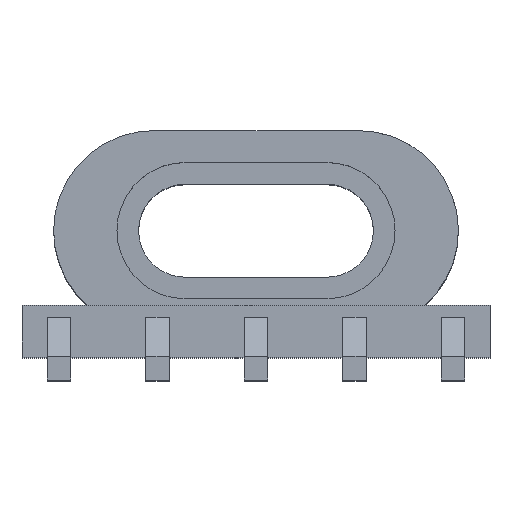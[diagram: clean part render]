
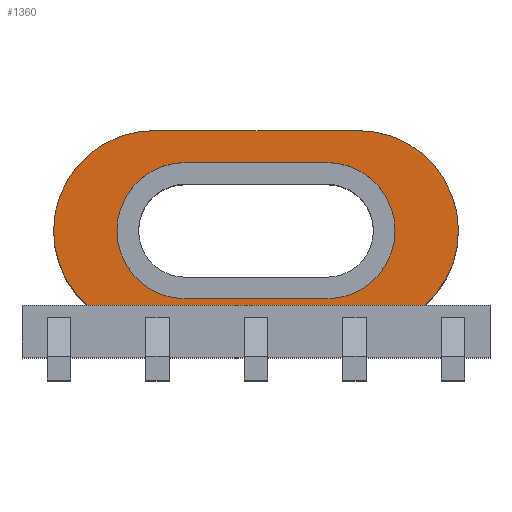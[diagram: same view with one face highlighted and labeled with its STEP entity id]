
A CAD part, top view. The second image highlights one B-rep face of the part: STEP entity #1360.
In plain terms, the highlighted planar face has unit normal (0, 0, 1).
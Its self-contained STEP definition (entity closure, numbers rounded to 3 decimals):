
#60 = AXIS2_PLACEMENT_3D ( 'NONE', #1966, #3946, #3564 ) ;
#74 = CARTESIAN_POINT ( 'NONE',  ( -2.6, 0., 5.9 ) ) ;
#100 = ORIENTED_EDGE ( 'NONE', *, *, #1898, .T. ) ;
#180 = DIRECTION ( 'NONE',  ( -1., 0., 0. ) ) ;
#295 = CIRCLE ( 'NONE', #3058, 2.537 ) ;
#475 = ORIENTED_EDGE ( 'NONE', *, *, #1457, .F. ) ;
#583 = CIRCLE ( 'NONE', #826, 1.73 ) ;
#650 = DIRECTION ( 'NONE',  ( 1., 0., 0. ) ) ;
#711 = AXIS2_PLACEMENT_3D ( 'NONE', #3944, #2802, #4705 ) ;
#736 = VERTEX_POINT ( 'NONE', #3932 ) ;
#763 = DIRECTION ( 'NONE',  ( 1., 0., 0. ) ) ;
#779 = EDGE_CURVE ( 'NONE', #3860, #1916, #4096, .T. ) ;
#826 = AXIS2_PLACEMENT_3D ( 'NONE', #2625, #2602, #650 ) ;
#886 = DIRECTION ( 'NONE',  ( 1., 0., 0. ) ) ;
#953 = ORIENTED_EDGE ( 'NONE', *, *, #4195, .F. ) ;
#958 = DIRECTION ( 'NONE',  ( 1., 0., 0. ) ) ;
#984 = DIRECTION ( 'NONE',  ( 1., 0., 0. ) ) ;
#1012 = CARTESIAN_POINT ( 'NONE',  ( 2.6, 2.537, 5.9 ) ) ;
#1027 = CARTESIAN_POINT ( 'NONE',  ( -4.279, -1.903, 5.9 ) ) ;
#1091 = EDGE_LOOP ( 'NONE', ( #2133, #2128, #4493, #100, #1637 ) ) ;
#1104 = DIRECTION ( 'NONE',  ( -1., 0., 0. ) ) ;
#1208 = FACE_OUTER_BOUND ( 'NONE', #1091, .T. ) ;
#1360 = ADVANCED_FACE ( 'NONE', ( #1208, #4138 ), #4883, .T. ) ;
#1441 = CARTESIAN_POINT ( 'NONE',  ( -3.53, 0., 5.9 ) ) ;
#1457 = EDGE_CURVE ( 'NONE', #1904, #2692, #4069, .T. ) ;
#1471 = LINE ( 'NONE', #4482, #4087 ) ;
#1630 = AXIS2_PLACEMENT_3D ( 'NONE', #2606, #3819, #763 ) ;
#1637 = ORIENTED_EDGE ( 'NONE', *, *, #1796, .T. ) ;
#1717 = CIRCLE ( 'NONE', #1875, 2.537 ) ;
#1726 = CARTESIAN_POINT ( 'NONE',  ( 2.6, 2.537, 5.9 ) ) ;
#1766 = AXIS2_PLACEMENT_3D ( 'NONE', #4299, #4361, #984 ) ;
#1796 = EDGE_CURVE ( 'NONE', #736, #2670, #295, .T. ) ;
#1822 = DIRECTION ( 'NONE',  ( -1., 0., 0. ) ) ;
#1875 = AXIS2_PLACEMENT_3D ( 'NONE', #3152, #3219, #958 ) ;
#1898 = EDGE_CURVE ( 'NONE', #1916, #736, #1717, .T. ) ;
#1904 = VERTEX_POINT ( 'NONE', #2825 ) ;
#1916 = VERTEX_POINT ( 'NONE', #4728 ) ;
#1966 = CARTESIAN_POINT ( 'NONE',  ( -1.8, 0., 5.9 ) ) ;
#2128 = ORIENTED_EDGE ( 'NONE', *, *, #3068, .T. ) ;
#2133 = ORIENTED_EDGE ( 'NONE', *, *, #2165, .F. ) ;
#2144 = EDGE_CURVE ( 'NONE', #2249, #1904, #1471, .T. ) ;
#2156 = VECTOR ( 'NONE', #1822, 1000. ) ;
#2165 = EDGE_CURVE ( 'NONE', #3612, #2670, #3168, .T. ) ;
#2249 = VERTEX_POINT ( 'NONE', #4439 ) ;
#2271 = CARTESIAN_POINT ( 'NONE',  ( 4.279, -1.903, 5.9 ) ) ;
#2602 = DIRECTION ( 'NONE',  ( 0., 0., 1. ) ) ;
#2606 = CARTESIAN_POINT ( 'NONE',  ( 2.6, 0., 5.9 ) ) ;
#2608 = EDGE_CURVE ( 'NONE', #3423, #2249, #583, .T. ) ;
#2625 = CARTESIAN_POINT ( 'NONE',  ( 1.8, 0., 5.9 ) ) ;
#2670 = VERTEX_POINT ( 'NONE', #1027 ) ;
#2692 = VERTEX_POINT ( 'NONE', #1441 ) ;
#2724 = EDGE_LOOP ( 'NONE', ( #953, #4017, #475, #3606, #3889 ) ) ;
#2802 = DIRECTION ( 'NONE',  ( 0., 0., 1. ) ) ;
#2823 = VECTOR ( 'NONE', #180, 1000. ) ;
#2825 = CARTESIAN_POINT ( 'NONE',  ( -1.8, 1.73, 5.9 ) ) ;
#2829 = CARTESIAN_POINT ( 'NONE',  ( -1.8, -1.73, 5.9 ) ) ;
#2909 = CIRCLE ( 'NONE', #711, 1.73 ) ;
#3058 = AXIS2_PLACEMENT_3D ( 'NONE', #74, #4166, #886 ) ;
#3068 = EDGE_CURVE ( 'NONE', #3612, #3860, #3827, .T. ) ;
#3152 = CARTESIAN_POINT ( 'NONE',  ( -2.6, 0., 5.9 ) ) ;
#3168 = LINE ( 'NONE', #4722, #2823 ) ;
#3219 = DIRECTION ( 'NONE',  ( 0., 0., 1. ) ) ;
#3222 = LINE ( 'NONE', #4321, #3427 ) ;
#3423 = VERTEX_POINT ( 'NONE', #4817 ) ;
#3427 = VECTOR ( 'NONE', #4778, 1000. ) ;
#3564 = DIRECTION ( 'NONE',  ( 1., 0., 0. ) ) ;
#3606 = ORIENTED_EDGE ( 'NONE', *, *, #2144, .F. ) ;
#3612 = VERTEX_POINT ( 'NONE', #2271 ) ;
#3819 = DIRECTION ( 'NONE',  ( 0., 0., 1. ) ) ;
#3827 = CIRCLE ( 'NONE', #1766, 2.537 ) ;
#3860 = VERTEX_POINT ( 'NONE', #1726 ) ;
#3889 = ORIENTED_EDGE ( 'NONE', *, *, #2608, .F. ) ;
#3932 = CARTESIAN_POINT ( 'NONE',  ( -5.137, 0., 5.9 ) ) ;
#3944 = CARTESIAN_POINT ( 'NONE',  ( -1.8, 0., 5.9 ) ) ;
#3946 = DIRECTION ( 'NONE',  ( 0., 0., 1. ) ) ;
#4017 = ORIENTED_EDGE ( 'NONE', *, *, #4581, .F. ) ;
#4069 = CIRCLE ( 'NONE', #60, 1.73 ) ;
#4087 = VECTOR ( 'NONE', #1104, 1000. ) ;
#4096 = LINE ( 'NONE', #1012, #2156 ) ;
#4138 = FACE_BOUND ( 'NONE', #2724, .T. ) ;
#4166 = DIRECTION ( 'NONE',  ( 0., 0., 1. ) ) ;
#4189 = VERTEX_POINT ( 'NONE', #2829 ) ;
#4195 = EDGE_CURVE ( 'NONE', #4189, #3423, #3222, .T. ) ;
#4299 = CARTESIAN_POINT ( 'NONE',  ( 2.6, 0., 5.9 ) ) ;
#4321 = CARTESIAN_POINT ( 'NONE',  ( -1.8, -1.73, 5.9 ) ) ;
#4361 = DIRECTION ( 'NONE',  ( 0., 0., 1. ) ) ;
#4439 = CARTESIAN_POINT ( 'NONE',  ( 1.8, 1.73, 5.9 ) ) ;
#4482 = CARTESIAN_POINT ( 'NONE',  ( -1.8, 1.73, 5.9 ) ) ;
#4493 = ORIENTED_EDGE ( 'NONE', *, *, #779, .T. ) ;
#4581 = EDGE_CURVE ( 'NONE', #2692, #4189, #2909, .T. ) ;
#4705 = DIRECTION ( 'NONE',  ( 1., 0., 0. ) ) ;
#4722 = CARTESIAN_POINT ( 'NONE',  ( -5.94, -1.903, 5.9 ) ) ;
#4728 = CARTESIAN_POINT ( 'NONE',  ( -2.6, 2.537, 5.9 ) ) ;
#4778 = DIRECTION ( 'NONE',  ( 1., 0., 0. ) ) ;
#4817 = CARTESIAN_POINT ( 'NONE',  ( 1.8, -1.73, 5.9 ) ) ;
#4883 = PLANE ( 'NONE',  #1630 ) ;
